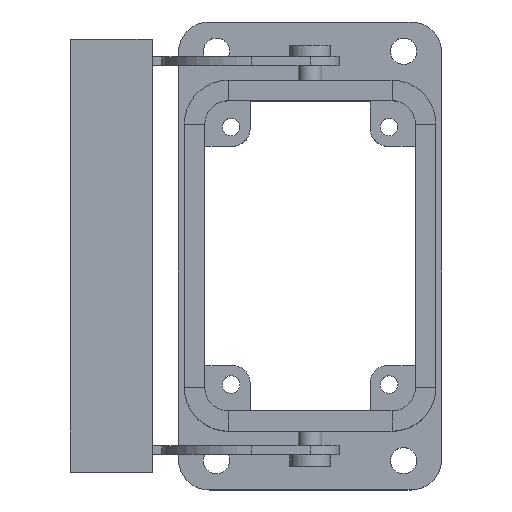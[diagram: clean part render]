
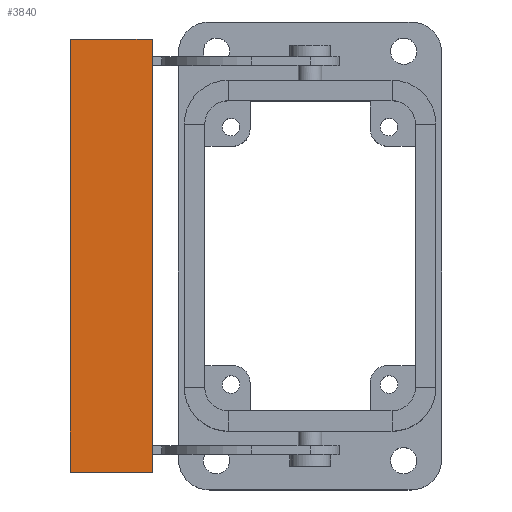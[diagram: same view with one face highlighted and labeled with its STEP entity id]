
A CAD part, top view. The second image highlights one B-rep face of the part: STEP entity #3840.
In plain terms, the highlighted planar face has unit normal (0, 0, 1).
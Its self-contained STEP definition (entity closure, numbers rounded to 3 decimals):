
#3827=AXIS2_PLACEMENT_3D('Plane Axis2P3D',#3824,#3825,#3826) ;
#2759=CARTESIAN_POINT('Vertex',(14.,3.,37.3)) ;
#2775=CARTESIAN_POINT('Vertex',(14.,77.,37.3)) ;
#2778=CARTESIAN_POINT('Line Origine',(14.,40.,37.3)) ;
#3725=CARTESIAN_POINT('Line Origine',(7.,3.,37.3)) ;
#3729=CARTESIAN_POINT('Vertex',(0.,3.,37.3)) ;
#3805=CARTESIAN_POINT('Line Origine',(0.,40.,37.3)) ;
#3809=CARTESIAN_POINT('Vertex',(0.,77.,37.3)) ;
#3824=CARTESIAN_POINT('Axis2P3D Location',(0.,40.,37.3)) ;
#3829=CARTESIAN_POINT('Line Origine',(7.,77.,37.3)) ;
#2779=DIRECTION('Vector Direction',(0.,-1.,0.)) ;
#3726=DIRECTION('Vector Direction',(1.,0.,0.)) ;
#3806=DIRECTION('Vector Direction',(0.,-1.,0.)) ;
#3825=DIRECTION('Axis2P3D Direction',(0.,0.,-1.)) ;
#3826=DIRECTION('Axis2P3D XDirection',(1.,0.,0.)) ;
#3830=DIRECTION('Vector Direction',(1.,0.,0.)) ;
#2780=VECTOR('Line Direction',#2779,1.) ;
#3727=VECTOR('Line Direction',#3726,1.) ;
#3807=VECTOR('Line Direction',#3806,1.) ;
#3831=VECTOR('Line Direction',#3830,1.) ;
#3835=ORIENTED_EDGE('',*,*,#3731,.T.) ;
#3836=ORIENTED_EDGE('',*,*,#2782,.T.) ;
#3837=ORIENTED_EDGE('',*,*,#3833,.F.) ;
#3838=ORIENTED_EDGE('',*,*,#3811,.F.) ;
#3840=ADVANCED_FACE('Housing',(#3839),#3828,.F.) ;
#2782=EDGE_CURVE('',#2760,#2776,#2781,.F.) ;
#3731=EDGE_CURVE('',#3730,#2760,#3728,.T.) ;
#3811=EDGE_CURVE('',#3730,#3810,#3808,.F.) ;
#3833=EDGE_CURVE('',#3810,#2776,#3832,.T.) ;
#3834=EDGE_LOOP('',(#3835,#3836,#3837,#3838)) ;
#3839=FACE_OUTER_BOUND('',#3834,.T.) ;
#2781=LINE('Line',#2778,#2780) ;
#3728=LINE('Line',#3725,#3727) ;
#3808=LINE('Line',#3805,#3807) ;
#3832=LINE('Line',#3829,#3831) ;
#3828=PLANE('',#3827) ;
#2760=VERTEX_POINT('',#2759) ;
#2776=VERTEX_POINT('',#2775) ;
#3730=VERTEX_POINT('',#3729) ;
#3810=VERTEX_POINT('',#3809) ;
